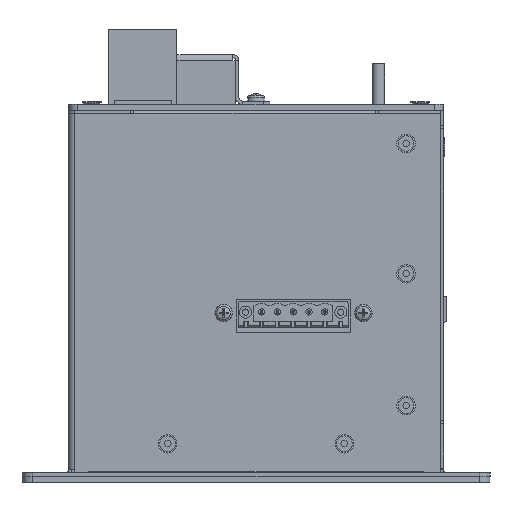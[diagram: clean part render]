
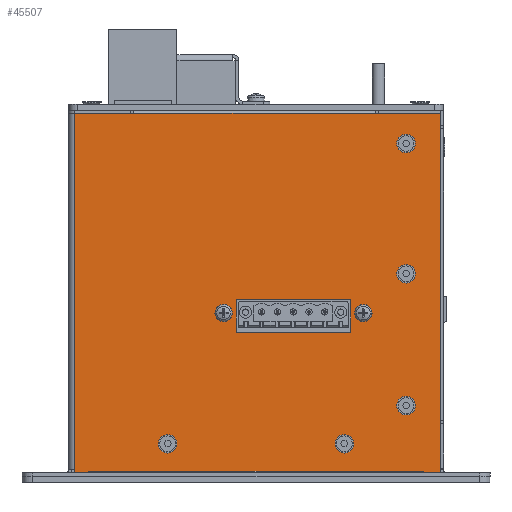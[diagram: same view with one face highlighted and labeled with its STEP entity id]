
A CAD part, left-side view. The second image highlights one B-rep face of the part: STEP entity #45507.
In plain terms, the highlighted planar face has unit normal (-1, 0, 0).
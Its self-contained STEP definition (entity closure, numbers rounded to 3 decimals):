
#2546=FACE_BOUND('',#7867,.T.);
#2547=FACE_BOUND('',#7868,.T.);
#2548=FACE_BOUND('',#7869,.T.);
#2549=FACE_BOUND('',#7870,.T.);
#2550=FACE_BOUND('',#7871,.T.);
#2551=FACE_BOUND('',#7872,.T.);
#2552=FACE_BOUND('',#7873,.T.);
#2553=FACE_BOUND('',#7874,.T.);
#3149=PLANE('',#48744);
#5219=FACE_OUTER_BOUND('',#7866,.T.);
#7866=EDGE_LOOP('',(#32328,#32329,#32330,#32331,#32332,#32333,#32334,#32335,
#32336));
#7867=EDGE_LOOP('',(#32337));
#7868=EDGE_LOOP('',(#32338));
#7869=EDGE_LOOP('',(#32339,#32340,#32341,#32342));
#7870=EDGE_LOOP('',(#32343));
#7871=EDGE_LOOP('',(#32344));
#7872=EDGE_LOOP('',(#32345));
#7873=EDGE_LOOP('',(#32346));
#7874=EDGE_LOOP('',(#32347));
#11080=LINE('',#66517,#15727);
#11084=LINE('',#66525,#15731);
#11087=LINE('',#66531,#15734);
#11090=LINE('',#66536,#15737);
#11119=LINE('',#66604,#15766);
#11128=LINE('',#66622,#15775);
#11131=LINE('',#66628,#15778);
#11133=LINE('',#66632,#15780);
#11134=LINE('',#66634,#15781);
#11135=LINE('',#66636,#15782);
#11136=LINE('',#66638,#15783);
#11137=LINE('',#66640,#15784);
#11138=LINE('',#66641,#15785);
#15727=VECTOR('',#53114,10.);
#15731=VECTOR('',#53120,10.);
#15734=VECTOR('',#53125,10.);
#15737=VECTOR('',#53130,10.);
#15766=VECTOR('',#53189,10.);
#15775=VECTOR('',#53204,10.);
#15778=VECTOR('',#53209,10.);
#15780=VECTOR('',#53213,1.44);
#15781=VECTOR('',#53214,10.);
#15782=VECTOR('',#53215,10.);
#15783=VECTOR('',#53216,10.);
#15784=VECTOR('',#53217,10.);
#15785=VECTOR('',#53218,1.44);
#20372=CIRCLE('',#48716,1.75);
#20374=CIRCLE('',#48719,1.75);
#20380=CIRCLE('',#48745,2.55);
#20381=CIRCLE('',#48746,2.55);
#20382=CIRCLE('',#48747,2.55);
#20383=CIRCLE('',#48748,2.55);
#20384=CIRCLE('',#48749,2.55);
#21851=VERTEX_POINT('',#66503);
#21853=VERTEX_POINT('',#66509);
#21855=VERTEX_POINT('',#66515);
#21856=VERTEX_POINT('',#66516);
#21859=VERTEX_POINT('',#66524);
#21861=VERTEX_POINT('',#66530);
#21885=VERTEX_POINT('',#66601);
#21886=VERTEX_POINT('',#66603);
#21892=VERTEX_POINT('',#66621);
#21894=VERTEX_POINT('',#66627);
#21895=VERTEX_POINT('',#66631);
#21896=VERTEX_POINT('',#66633);
#21897=VERTEX_POINT('',#66635);
#21898=VERTEX_POINT('',#66637);
#21899=VERTEX_POINT('',#66639);
#21900=VERTEX_POINT('',#66642);
#21901=VERTEX_POINT('',#66644);
#21902=VERTEX_POINT('',#66646);
#21903=VERTEX_POINT('',#66648);
#21904=VERTEX_POINT('',#66650);
#25854=EDGE_CURVE('',#21851,#21851,#20372,.T.);
#25857=EDGE_CURVE('',#21853,#21853,#20374,.T.);
#25860=EDGE_CURVE('',#21855,#21856,#11080,.T.);
#25864=EDGE_CURVE('',#21859,#21855,#11084,.T.);
#25867=EDGE_CURVE('',#21861,#21859,#11087,.T.);
#25870=EDGE_CURVE('',#21856,#21861,#11090,.T.);
#25903=EDGE_CURVE('',#21886,#21885,#11119,.T.);
#25912=EDGE_CURVE('',#21892,#21886,#11128,.T.);
#25915=EDGE_CURVE('',#21894,#21892,#11131,.T.);
#25917=EDGE_CURVE('',#21895,#21885,#11133,.T.);
#25918=EDGE_CURVE('',#21896,#21895,#11134,.T.);
#25919=EDGE_CURVE('',#21897,#21896,#11135,.T.);
#25920=EDGE_CURVE('',#21897,#21898,#11136,.T.);
#25921=EDGE_CURVE('',#21898,#21899,#11137,.T.);
#25922=EDGE_CURVE('',#21894,#21899,#11138,.T.);
#25923=EDGE_CURVE('',#21900,#21900,#20380,.T.);
#25924=EDGE_CURVE('',#21901,#21901,#20381,.T.);
#25925=EDGE_CURVE('',#21902,#21902,#20382,.T.);
#25926=EDGE_CURVE('',#21903,#21903,#20383,.T.);
#25927=EDGE_CURVE('',#21904,#21904,#20384,.T.);
#32328=ORIENTED_EDGE('',*,*,#25915,.T.);
#32329=ORIENTED_EDGE('',*,*,#25912,.T.);
#32330=ORIENTED_EDGE('',*,*,#25903,.T.);
#32331=ORIENTED_EDGE('',*,*,#25917,.F.);
#32332=ORIENTED_EDGE('',*,*,#25918,.F.);
#32333=ORIENTED_EDGE('',*,*,#25919,.F.);
#32334=ORIENTED_EDGE('',*,*,#25920,.T.);
#32335=ORIENTED_EDGE('',*,*,#25921,.T.);
#32336=ORIENTED_EDGE('',*,*,#25922,.F.);
#32337=ORIENTED_EDGE('',*,*,#25854,.T.);
#32338=ORIENTED_EDGE('',*,*,#25857,.T.);
#32339=ORIENTED_EDGE('',*,*,#25860,.T.);
#32340=ORIENTED_EDGE('',*,*,#25870,.T.);
#32341=ORIENTED_EDGE('',*,*,#25867,.T.);
#32342=ORIENTED_EDGE('',*,*,#25864,.T.);
#32343=ORIENTED_EDGE('',*,*,#25923,.F.);
#32344=ORIENTED_EDGE('',*,*,#25924,.F.);
#32345=ORIENTED_EDGE('',*,*,#25925,.F.);
#32346=ORIENTED_EDGE('',*,*,#25926,.F.);
#32347=ORIENTED_EDGE('',*,*,#25927,.F.);
#45507=ADVANCED_FACE('',(#5219,#2546,#2547,#2548,#2549,#2550,#2551,#2552,
#2553),#3149,.T.);
#48716=AXIS2_PLACEMENT_3D('',#66504,#53100,#53101);
#48719=AXIS2_PLACEMENT_3D('',#66510,#53107,#53108);
#48744=AXIS2_PLACEMENT_3D('',#66630,#53211,#53212);
#48745=AXIS2_PLACEMENT_3D('',#66643,#53219,#53220);
#48746=AXIS2_PLACEMENT_3D('',#66645,#53221,#53222);
#48747=AXIS2_PLACEMENT_3D('',#66647,#53223,#53224);
#48748=AXIS2_PLACEMENT_3D('',#66649,#53225,#53226);
#48749=AXIS2_PLACEMENT_3D('',#66651,#53227,#53228);
#53100=DIRECTION('center_axis',(1.,0.,0.));
#53101=DIRECTION('ref_axis',(0.,0.,-1.));
#53107=DIRECTION('center_axis',(1.,0.,0.));
#53108=DIRECTION('ref_axis',(0.,0.,-1.));
#53114=DIRECTION('',(0.,-1.,0.));
#53120=DIRECTION('',(0.,0.,1.));
#53125=DIRECTION('',(0.,1.,0.));
#53130=DIRECTION('',(0.,0.,-1.));
#53189=DIRECTION('',(0.,1.,0.));
#53204=DIRECTION('',(0.,0.,-1.));
#53209=DIRECTION('',(0.,-1.,0.));
#53211=DIRECTION('center_axis',(-1.,0.,0.));
#53212=DIRECTION('ref_axis',(0.,0.,
1.));
#53213=DIRECTION('',(0.,0.,1.));
#53214=DIRECTION('',(0.,1.,0.));
#53215=DIRECTION('',(0.,0.,-1.));
#53216=DIRECTION('',(0.,1.,0.));
#53217=DIRECTION('',(0.,1.,0.));
#53218=DIRECTION('',(0.,0.,1.));
#53219=DIRECTION('center_axis',(-1.,0.,0.));
#53220=DIRECTION('ref_axis',(0.,0.,
-1.));
#53221=DIRECTION('center_axis',(-1.,0.,0.));
#53222=DIRECTION('ref_axis',(0.,0.,
-1.));
#53223=DIRECTION('center_axis',(-1.,0.,0.));
#53224=DIRECTION('ref_axis',(0.,0.,
-1.));
#53225=DIRECTION('center_axis',(-1.,0.,0.));
#53226=DIRECTION('ref_axis',(0.,0.,
-1.));
#53227=DIRECTION('center_axis',(-1.,0.,0.));
#53228=DIRECTION('ref_axis',(0.,0.,
-1.));
#66503=CARTESIAN_POINT('',(0.,65.4,-47.285));
#66504=CARTESIAN_POINT('Origin',(0.,65.4,
-49.035));
#66509=CARTESIAN_POINT('',(0.,65.426,-92.385));
#66510=CARTESIAN_POINT('Origin',(0.,65.426,
-94.135));
#66515=CARTESIAN_POINT('',(0.,71.6,-53.135));
#66516=CARTESIAN_POINT('',(0.,61.1,-53.135));
#66517=CARTESIAN_POINT('',(0.,76.05,-53.135));
#66524=CARTESIAN_POINT('',(0.,71.6,-90.035));
#66525=CARTESIAN_POINT('',(0.,71.6,-74.452));
#66530=CARTESIAN_POINT('',(0.,61.1,-90.035));
#66531=CARTESIAN_POINT('',(0.,70.8,-90.035));
#66536=CARTESIAN_POINT('',(0.,61.1,-56.002));
#66601=CARTESIAN_POINT('',(0.,118.,-113.5));
#66603=CARTESIAN_POINT('',(0.,116.5,-113.5));
#66604=CARTESIAN_POINT('',(0.,77.5,-113.5));
#66621=CARTESIAN_POINT('',(0.,116.5,-5.5));
#66622=CARTESIAN_POINT('',(0.,116.5,-32.185));
#66627=CARTESIAN_POINT('',(0.,118.,-5.5));
#66628=CARTESIAN_POINT('',(0.,78.25,-5.5));
#66630=CARTESIAN_POINT('Origin',(0.,80.5,
-58.869));
#66631=CARTESIAN_POINT('',(0.,118.,-119.));
#66632=CARTESIAN_POINT('',(0.,118.,3.524));
#66633=CARTESIAN_POINT('',(0.,1.,-119.));
#66634=CARTESIAN_POINT('',(0.,1.,-119.));
#66635=CARTESIAN_POINT('',(0.,1.,-1.));
#66636=CARTESIAN_POINT('',(0.,1.,-1.));
#66637=CARTESIAN_POINT('',(0.,116.,-1.));
#66638=CARTESIAN_POINT('',(0.,80.5,-1.));
#66639=CARTESIAN_POINT('',(0.,118.,-1.));
#66640=CARTESIAN_POINT('',(0.,38.5,-1.));
#66641=CARTESIAN_POINT('',(0.,118.,3.524));
#66642=CARTESIAN_POINT('',(0.,107.6,-28.45));
#66643=CARTESIAN_POINT('Origin',(0.,107.6,-31.));
#66644=CARTESIAN_POINT('',(0.,10.709,-105.375));
#66645=CARTESIAN_POINT('Origin',(0.,10.709,
-107.925));
#66646=CARTESIAN_POINT('',(0.,95.291,-105.375));
#66647=CARTESIAN_POINT('Origin',(0.,95.291,
-107.925));
#66648=CARTESIAN_POINT('',(0.,52.75,-105.375));
#66649=CARTESIAN_POINT('Origin',(0.,52.75,
-107.925));
#66650=CARTESIAN_POINT('',(0.,107.6,-85.45));
#66651=CARTESIAN_POINT('Origin',(0.,107.6,-88.));
